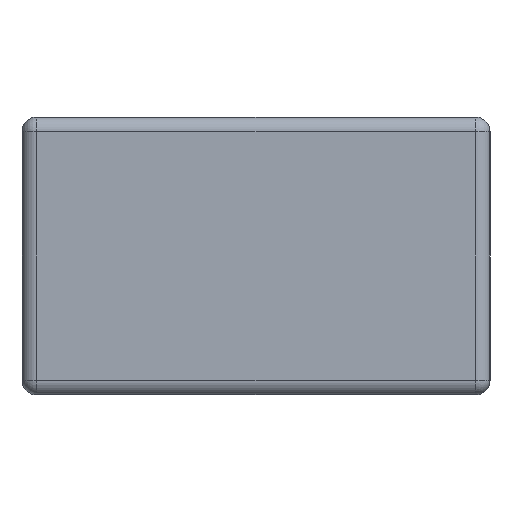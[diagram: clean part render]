
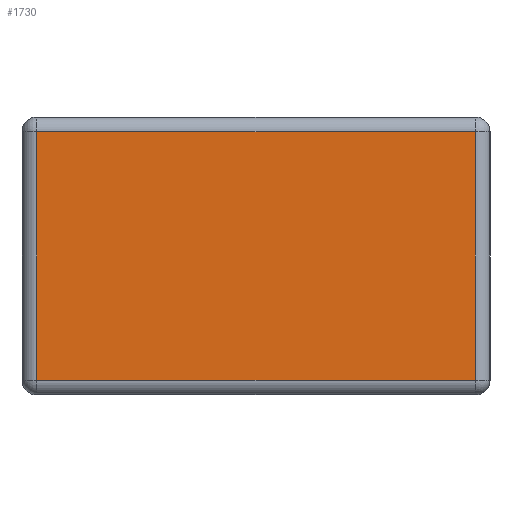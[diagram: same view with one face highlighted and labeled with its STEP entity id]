
A CAD part, left-side view. The second image highlights one B-rep face of the part: STEP entity #1730.
In plain terms, the highlighted planar face has unit normal (-1, 0, 0).
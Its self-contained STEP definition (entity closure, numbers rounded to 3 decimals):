
#138 = CARTESIAN_POINT ( 'NONE',  ( -1.6, -0.75, 0.9 ) ) ;
#192 = VERTEX_POINT ( 'NONE', #1082 ) ;
#253 = PLANE ( 'NONE',  #2682 ) ;
#281 = LINE ( 'NONE', #1480, #3754 ) ;
#461 = ORIENTED_EDGE ( 'NONE', *, *, #1170, .T. ) ;
#483 = EDGE_CURVE ( 'NONE', #1130, #192, #281, .T. ) ;
#527 = DIRECTION ( 'NONE',  ( -1., 0., 0. ) ) ;
#668 = ORIENTED_EDGE ( 'NONE', *, *, #1045, .T. ) ;
#716 = DIRECTION ( 'NONE',  ( 0., 1., 0. ) ) ;
#814 = VECTOR ( 'NONE', #716, 1000. ) ;
#1045 = EDGE_CURVE ( 'NONE', #2070, #3804, #3604, .T. ) ;
#1082 = CARTESIAN_POINT ( 'NONE',  ( -1.6, -0.75, 0.05 ) ) ;
#1130 = VERTEX_POINT ( 'NONE', #2603 ) ;
#1170 = EDGE_CURVE ( 'NONE', #192, #2070, #3149, .T. ) ;
#1364 = LINE ( 'NONE', #2278, #1967 ) ;
#1480 = CARTESIAN_POINT ( 'NONE',  ( -1.6, -0.8, 0.05 ) ) ;
#1531 = CARTESIAN_POINT ( 'NONE',  ( -1.6, 0., 0.95 ) ) ;
#1730 = ADVANCED_FACE ( 'NONE', ( #2610 ), #253, .T. ) ;
#1779 = ORIENTED_EDGE ( 'NONE', *, *, #3625, .T. ) ;
#1967 = VECTOR ( 'NONE', #2580, 1000. ) ;
#2070 = VERTEX_POINT ( 'NONE', #138 ) ;
#2122 = CARTESIAN_POINT ( 'NONE',  ( -1.6, 0., 0.9 ) ) ;
#2213 = CARTESIAN_POINT ( 'NONE',  ( -1.6, -0.75, 0.95 ) ) ;
#2278 = CARTESIAN_POINT ( 'NONE',  ( -1.6, 0.75, 0. ) ) ;
#2291 = ORIENTED_EDGE ( 'NONE', *, *, #483, .T. ) ;
#2580 = DIRECTION ( 'NONE',  ( 0., 0., -1. ) ) ;
#2603 = CARTESIAN_POINT ( 'NONE',  ( -1.6, 0.75, 0.05 ) ) ;
#2610 = FACE_OUTER_BOUND ( 'NONE', #3740, .T. ) ;
#2654 = CARTESIAN_POINT ( 'NONE',  ( -1.6, 0.75, 0.9 ) ) ;
#2682 = AXIS2_PLACEMENT_3D ( 'NONE', #1531, #527, #3512 ) ;
#2788 = VECTOR ( 'NONE', #3415, 1000. ) ;
#3149 = LINE ( 'NONE', #2213, #2788 ) ;
#3415 = DIRECTION ( 'NONE',  ( 0., 0., 1. ) ) ;
#3512 = DIRECTION ( 'NONE',  ( 0., 0., 1. ) ) ;
#3522 = DIRECTION ( 'NONE',  ( 0., -1., 0. ) ) ;
#3604 = LINE ( 'NONE', #2122, #814 ) ;
#3625 = EDGE_CURVE ( 'NONE', #3804, #1130, #1364, .T. ) ;
#3740 = EDGE_LOOP ( 'NONE', ( #668, #1779, #2291, #461 ) ) ;
#3754 = VECTOR ( 'NONE', #3522, 1000. ) ;
#3804 = VERTEX_POINT ( 'NONE', #2654 ) ;
